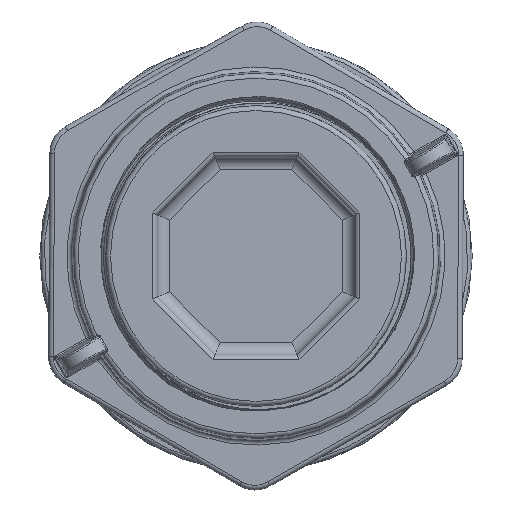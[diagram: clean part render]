
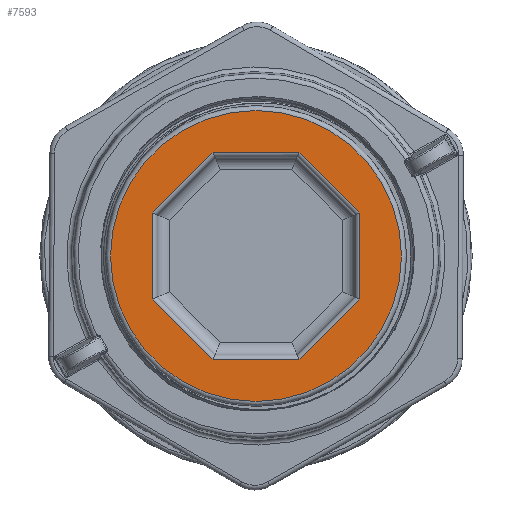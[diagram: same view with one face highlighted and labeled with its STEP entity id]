
A CAD part, front view. The second image highlights one B-rep face of the part: STEP entity #7593.
In plain terms, the highlighted planar face has unit normal (0, -1, 0).
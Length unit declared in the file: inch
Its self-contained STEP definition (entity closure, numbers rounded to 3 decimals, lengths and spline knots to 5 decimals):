
#48 = ORIENTED_EDGE ( 'NONE', *, *, #6845, .F. ) ;
#242 = CARTESIAN_POINT ( 'NONE',  ( -0.27338, -0.265, -0.66 ) ) ;
#264 = VECTOR ( 'NONE', #4709, 39.37008 ) ;
#319 = DIRECTION ( 'NONE',  ( 1., 0., 0. ) ) ;
#344 = CARTESIAN_POINT ( 'NONE',  ( -0.27338, -0.265, 0.66 ) ) ;
#355 = VERTEX_POINT ( 'NONE', #4834 ) ;
#493 = CARTESIAN_POINT ( 'NONE',  ( 0.66, -0.265, -0.27338 ) ) ;
#586 = FACE_OUTER_BOUND ( 'NONE', #3575, .T. ) ;
#599 = ORIENTED_EDGE ( 'NONE', *, *, #11059, .F. ) ;
#807 = VECTOR ( 'NONE', #3596, 39.37008 ) ;
#953 = DIRECTION ( 'NONE',  ( 0., -1., 0. ) ) ;
#964 = LINE ( 'NONE', #493, #2333 ) ;
#978 = CARTESIAN_POINT ( 'NONE',  ( -0.66, -0.265, 0.27338 ) ) ;
#1019 = VECTOR ( 'NONE', #6719, 39.37008 ) ;
#1452 = ORIENTED_EDGE ( 'NONE', *, *, #5265, .F. ) ;
#1660 = CARTESIAN_POINT ( 'NONE',  ( -0.925, -0.265, 0. ) ) ;
#1752 = VECTOR ( 'NONE', #5493, 39.37008 ) ;
#1910 = CARTESIAN_POINT ( 'NONE',  ( 0., -0.265, 0. ) ) ;
#2016 = LINE ( 'NONE', #344, #1752 ) ;
#2252 = VERTEX_POINT ( 'NONE', #4458 ) ;
#2333 = VECTOR ( 'NONE', #10780, 39.37008 ) ;
#2356 = FACE_BOUND ( 'NONE', #3413, .T. ) ;
#2459 = CARTESIAN_POINT ( 'NONE',  ( -0.66, -0.265, 0.27338 ) ) ;
#2907 = EDGE_CURVE ( 'NONE', #2252, #9388, #964, .T. ) ;
#3413 = EDGE_LOOP ( 'NONE', ( #599, #5628, #9535, #8827, #9803, #4785, #48, #6984 ) ) ;
#3575 = EDGE_LOOP ( 'NONE', ( #1452 ) ) ;
#3596 = DIRECTION ( 'NONE',  ( -0.707, 0., 0.707 ) ) ;
#3729 = VERTEX_POINT ( 'NONE', #7375 ) ;
#3759 = DIRECTION ( 'NONE',  ( -1., 0., 0. ) ) ;
#3844 = DIRECTION ( 'NONE',  ( 0.707, 0., 0.707 ) ) ;
#4210 = VERTEX_POINT ( 'NONE', #2459 ) ;
#4314 = CARTESIAN_POINT ( 'NONE',  ( 0.66, -0.265, 0.27338 ) ) ;
#4458 = CARTESIAN_POINT ( 'NONE',  ( 0.66, -0.265, -0.27338 ) ) ;
#4577 = LINE ( 'NONE', #242, #8889 ) ;
#4607 = CARTESIAN_POINT ( 'NONE',  ( -0.27338, -0.265, -0.66 ) ) ;
#4697 = EDGE_CURVE ( 'NONE', #3729, #2252, #9843, .T. ) ;
#4709 = DIRECTION ( 'NONE',  ( -1., 0., 0. ) ) ;
#4785 = ORIENTED_EDGE ( 'NONE', *, *, #6051, .F. ) ;
#4834 = CARTESIAN_POINT ( 'NONE',  ( -0.66, -0.265, -0.27338 ) ) ;
#5103 = VERTEX_POINT ( 'NONE', #1660 ) ;
#5265 = EDGE_CURVE ( 'NONE', #5103, #5103, #5298, .T. ) ;
#5298 = CIRCLE ( 'NONE', #10517, 0.925 ) ;
#5493 = DIRECTION ( 'NONE',  ( -0.707, 0., -0.707 ) ) ;
#5628 = ORIENTED_EDGE ( 'NONE', *, *, #5764, .F. ) ;
#5764 = EDGE_CURVE ( 'NONE', #8307, #6238, #9729, .T. ) ;
#6051 = EDGE_CURVE ( 'NONE', #8862, #3729, #4577, .T. ) ;
#6155 = CARTESIAN_POINT ( 'NONE',  ( 0.4925, -0.265, 0. ) ) ;
#6238 = VERTEX_POINT ( 'NONE', #9199 ) ;
#6719 = DIRECTION ( 'NONE',  ( 0.707, 0., -0.707 ) ) ;
#6845 = EDGE_CURVE ( 'NONE', #355, #8862, #10887, .T. ) ;
#6984 = ORIENTED_EDGE ( 'NONE', *, *, #8372, .F. ) ;
#7219 = CARTESIAN_POINT ( 'NONE',  ( 0.27338, -0.265, 0.66 ) ) ;
#7375 = CARTESIAN_POINT ( 'NONE',  ( 0.27338, -0.265, -0.66 ) ) ;
#7593 = ADVANCED_FACE ( 'NONE', ( #2356, #586 ), #8807, .T. ) ;
#7786 = CARTESIAN_POINT ( 'NONE',  ( 0.27338, -0.265, 0.66 ) ) ;
#7834 = VECTOR ( 'NONE', #7964, 39.37008 ) ;
#7964 = DIRECTION ( 'NONE',  ( 0., 0., -1. ) ) ;
#8157 = EDGE_CURVE ( 'NONE', #9388, #8307, #10415, .T. ) ;
#8186 = CARTESIAN_POINT ( 'NONE',  ( 0.27338, -0.265, -0.66 ) ) ;
#8222 = AXIS2_PLACEMENT_3D ( 'NONE', #6155, #953, #9628 ) ;
#8307 = VERTEX_POINT ( 'NONE', #7786 ) ;
#8372 = EDGE_CURVE ( 'NONE', #4210, #355, #9323, .T. ) ;
#8652 = CARTESIAN_POINT ( 'NONE',  ( 0.66, -0.265, 0.27338 ) ) ;
#8807 = PLANE ( 'NONE',  #8222 ) ;
#8827 = ORIENTED_EDGE ( 'NONE', *, *, #2907, .F. ) ;
#8862 = VERTEX_POINT ( 'NONE', #4607 ) ;
#8889 = VECTOR ( 'NONE', #319, 39.37008 ) ;
#9199 = CARTESIAN_POINT ( 'NONE',  ( -0.27338, -0.265, 0.66 ) ) ;
#9287 = CARTESIAN_POINT ( 'NONE',  ( -0.66, -0.265, -0.27338 ) ) ;
#9323 = LINE ( 'NONE', #978, #7834 ) ;
#9388 = VERTEX_POINT ( 'NONE', #8652 ) ;
#9535 = ORIENTED_EDGE ( 'NONE', *, *, #8157, .F. ) ;
#9628 = DIRECTION ( 'NONE',  ( 0., 0., -1. ) ) ;
#9729 = LINE ( 'NONE', #7219, #264 ) ;
#9779 = DIRECTION ( 'NONE',  ( 0., 1., 0. ) ) ;
#9803 = ORIENTED_EDGE ( 'NONE', *, *, #4697, .F. ) ;
#9843 = LINE ( 'NONE', #8186, #9985 ) ;
#9985 = VECTOR ( 'NONE', #3844, 39.37008 ) ;
#10415 = LINE ( 'NONE', #4314, #807 ) ;
#10517 = AXIS2_PLACEMENT_3D ( 'NONE', #1910, #9779, #3759 ) ;
#10780 = DIRECTION ( 'NONE',  ( 0., 0., 1. ) ) ;
#10887 = LINE ( 'NONE', #9287, #1019 ) ;
#11059 = EDGE_CURVE ( 'NONE', #6238, #4210, #2016, .T. ) ;
